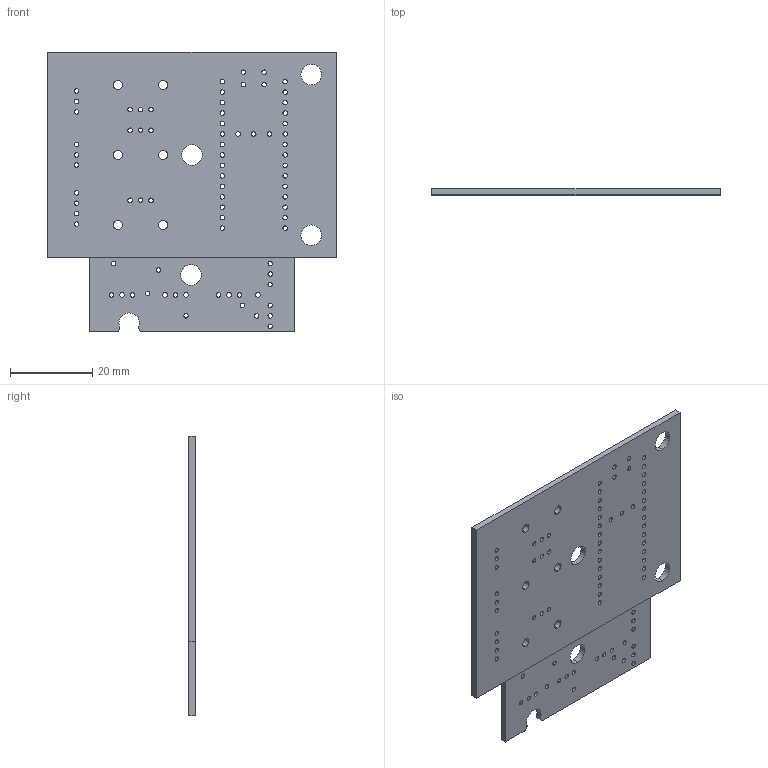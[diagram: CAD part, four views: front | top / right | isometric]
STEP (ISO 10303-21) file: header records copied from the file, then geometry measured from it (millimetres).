
FILE_DESCRIPTION (( 'STEP AP214' ), '1' );
FILE_NAME ('Circuits V2.STEP', '2023-02-06T18:40:29', ( '' ), ( '' ), 'SwSTEP 2.0', 'SolidWorks 2022', '' );
FILE_SCHEMA (( 'AUTOMOTIVE_DESIGN' ));
Length unit declared in the file: millimetre
Products named in the file (3): SampleShield V2; Circuits V2; SampleFlashlightPCB
Assembly tree (2 placements, depth 2):
  Circuits V2
    SampleShield V2
    SampleFlashlightPCB
Bounding box: 70 x 1.5 x 68 mm (x, y, z)
Volume: 6306.3 mm3; surface area: 9543.2 mm2
Topology: 2 solids, 2 shells, 193 faces, 567 edges, 378 vertices
Faces by surface type: cylinder 180, plane 13
Entity records: 7103 total; most frequent: DIRECTION 1323, CARTESIAN_POINT 1143, ORIENTED_EDGE 1134, EDGE_CURVE 567, AXIS2_PLACEMENT_3D 558, VERTEX_POINT 378, EDGE_LOOP 369, CIRCLE 360
